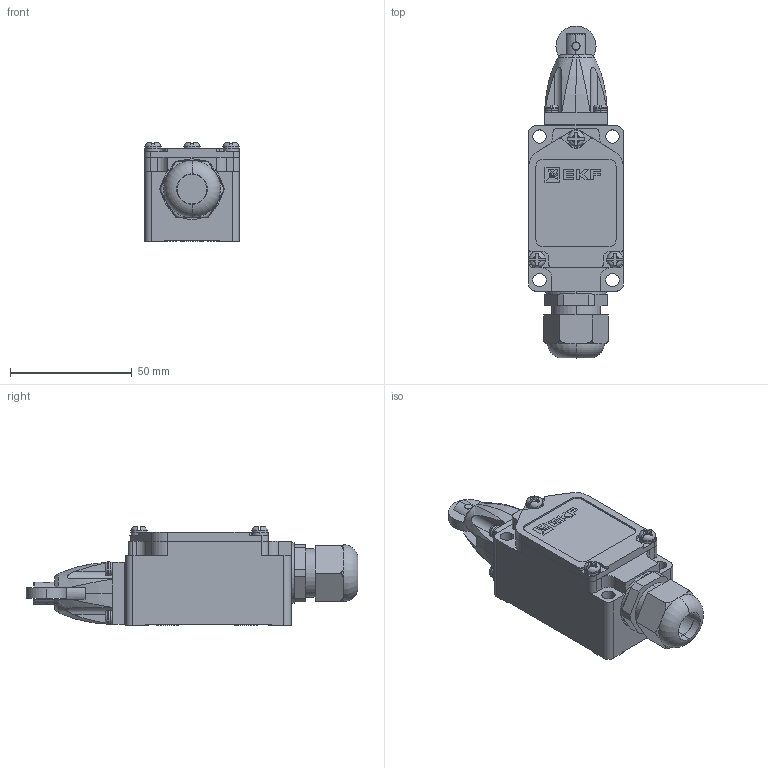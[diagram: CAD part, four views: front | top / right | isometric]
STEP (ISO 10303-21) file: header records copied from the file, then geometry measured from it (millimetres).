
FILE_DESCRIPTION (( 'STEP AP214' ), '1' );
FILE_NAME ('LSE-WLD2.ÃÌ Êîíöåâîé âûêëþ÷àòåëü WLD2 EKF PROxima.STEP', '2024-10-08T12:38:56', ( '' ), ( '' ), 'SwSTEP 2.0', 'SolidWorks 2021', '' );
FILE_SCHEMA (( 'AUTOMOTIVE_DESIGN' ));
Length unit declared in the file: millimetre
Products named in the file (1): LSE-WLD2.ÃÌ Êîíöåâîé âûêëþ÷àòåëü WLD2 EKF PROxima
Bounding box: 39 x 136.42 x 40.65 mm (x, y, z)
Volume: 107787.4 mm3; surface area: 32533 mm2
Topology: 9 solids, 9 shells, 503 faces, 1320 edges, 859 vertices
Faces by surface type: plane 297, cylinder 141, torus 33, bspline 30, cone 2
Entity records: 18047 total; most frequent: CARTESIAN_POINT 4667, ORIENTED_EDGE 2640, DIRECTION 2452, EDGE_CURVE 1320, VERTEX_POINT 859, AXIS2_PLACEMENT_3D 832, LINE 788, VECTOR 788
